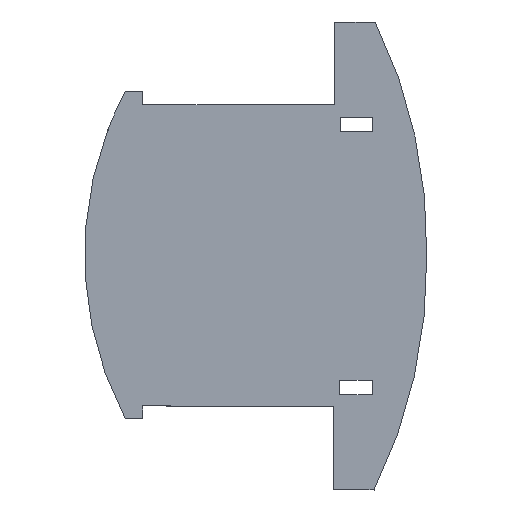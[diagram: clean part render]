
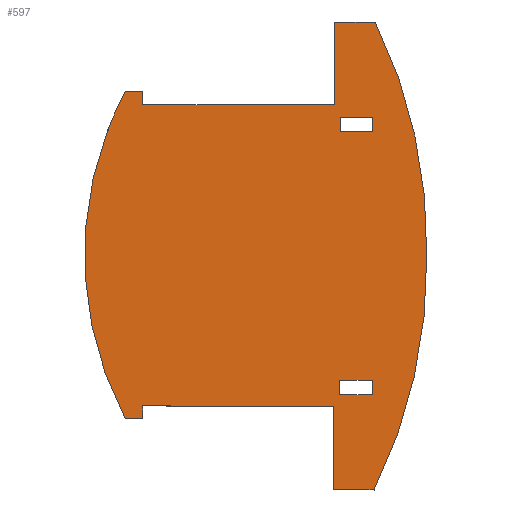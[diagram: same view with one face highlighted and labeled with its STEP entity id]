
A CAD part, top view. The second image highlights one B-rep face of the part: STEP entity #597.
In plain terms, the highlighted planar face has unit normal (0, 0, 1).
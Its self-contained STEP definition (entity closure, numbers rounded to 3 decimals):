
#15=FACE_BOUND('',#100,.T.);
#16=FACE_BOUND('',#101,.T.);
#28=CIRCLE('',#631,120.156);
#31=CIRCLE('',#635,120.156);
#34=CIRCLE('',#645,176.405);
#35=CIRCLE('',#647,176.405);
#66=FACE_OUTER_BOUND('',#99,.T.);
#99=EDGE_LOOP('',(#517,#518,#519,#520,#521,#522,#523,#524,#525,#526,#527,
#528,#529,#530,#531,#532));
#100=EDGE_LOOP('',(#533,#534,#535,#536));
#101=EDGE_LOOP('',(#537,#538,#539,#540));
#111=LINE('',#837,#182);
#116=LINE('',#847,#187);
#118=LINE('',#852,#189);
#122=LINE('',#859,#193);
#124=LINE('',#862,#195);
#126=LINE('',#867,#197);
#130=LINE('',#876,#201);
#134=LINE('',#883,#205);
#135=LINE('',#886,#206);
#139=LINE('',#892,#210);
#152=LINE('',#931,#223);
#154=LINE('',#935,#225);
#156=LINE('',#939,#227);
#158=LINE('',#943,#229);
#160=LINE('',#947,#231);
#164=LINE('',#959,#235);
#166=LINE('',#963,#237);
#168=LINE('',#967,#239);
#170=LINE('',#971,#241);
#172=LINE('',#974,#243);
#182=VECTOR('',#681,10.);
#187=VECTOR('',#688,10.);
#189=VECTOR('',#692,10.);
#193=VECTOR('',#698,10.);
#195=VECTOR('',#702,10.);
#197=VECTOR('',#706,10.);
#201=VECTOR('',#712,10.);
#205=VECTOR('',#718,10.);
#206=VECTOR('',#721,10.);
#210=VECTOR('',#727,10.);
#223=VECTOR('',#760,10.);
#225=VECTOR('',#764,10.);
#227=VECTOR('',#768,10.);
#229=VECTOR('',#772,10.);
#231=VECTOR('',#776,10.);
#235=VECTOR('',#790,10.);
#237=VECTOR('',#794,10.);
#239=VECTOR('',#798,10.);
#241=VECTOR('',#802,10.);
#243=VECTOR('',#806,10.);
#252=VERTEX_POINT('',#834);
#253=VERTEX_POINT('',#836);
#255=VERTEX_POINT('',#841);
#257=VERTEX_POINT('',#845);
#259=VERTEX_POINT('',#850);
#260=VERTEX_POINT('',#855);
#262=VERTEX_POINT('',#864);
#266=VERTEX_POINT('',#873);
#267=VERTEX_POINT('',#875);
#269=VERTEX_POINT('',#881);
#270=VERTEX_POINT('',#885);
#272=VERTEX_POINT('',#894);
#275=VERTEX_POINT('',#902);
#287=VERTEX_POINT('',#930);
#288=VERTEX_POINT('',#934);
#289=VERTEX_POINT('',#938);
#290=VERTEX_POINT('',#942);
#291=VERTEX_POINT('',#946);
#292=VERTEX_POINT('',#950);
#293=VERTEX_POINT('',#954);
#294=VERTEX_POINT('',#958);
#295=VERTEX_POINT('',#962);
#296=VERTEX_POINT('',#966);
#297=VERTEX_POINT('',#970);
#309=EDGE_CURVE('',#253,#252,#111,.T.);
#314=EDGE_CURVE('',#255,#257,#116,.T.);
#316=EDGE_CURVE('',#252,#259,#118,.T.);
#320=EDGE_CURVE('',#260,#253,#122,.T.);
#322=EDGE_CURVE('',#259,#260,#124,.T.);
#324=EDGE_CURVE('',#257,#262,#126,.T.);
#328=EDGE_CURVE('',#267,#266,#130,.T.);
#332=EDGE_CURVE('',#266,#269,#134,.T.);
#333=EDGE_CURVE('',#270,#267,#135,.T.);
#337=EDGE_CURVE('',#269,#270,#139,.T.);
#338=EDGE_CURVE('',#272,#255,#28,.T.);
#343=EDGE_CURVE('',#262,#275,#31,.T.);
#356=EDGE_CURVE('',#287,#272,#152,.T.);
#358=EDGE_CURVE('',#288,#287,#154,.T.);
#360=EDGE_CURVE('',#289,#288,#156,.T.);
#362=EDGE_CURVE('',#290,#289,#158,.T.);
#364=EDGE_CURVE('',#291,#290,#160,.T.);
#366=EDGE_CURVE('',#292,#291,#34,.T.);
#368=EDGE_CURVE('',#293,#292,#35,.T.);
#370=EDGE_CURVE('',#294,#293,#164,.T.);
#372=EDGE_CURVE('',#295,#294,#166,.T.);
#374=EDGE_CURVE('',#296,#295,#168,.T.);
#376=EDGE_CURVE('',#297,#296,#170,.T.);
#378=EDGE_CURVE('',#275,#297,#172,.T.);
#517=ORIENTED_EDGE('',*,*,#324,.T.);
#518=ORIENTED_EDGE('',*,*,#343,.T.);
#519=ORIENTED_EDGE('',*,*,#378,.T.);
#520=ORIENTED_EDGE('',*,*,#376,.T.);
#521=ORIENTED_EDGE('',*,*,#374,.T.);
#522=ORIENTED_EDGE('',*,*,#372,.T.);
#523=ORIENTED_EDGE('',*,*,#370,.T.);
#524=ORIENTED_EDGE('',*,*,#368,.T.);
#525=ORIENTED_EDGE('',*,*,#366,.T.);
#526=ORIENTED_EDGE('',*,*,#364,.T.);
#527=ORIENTED_EDGE('',*,*,#362,.T.);
#528=ORIENTED_EDGE('',*,*,#360,.T.);
#529=ORIENTED_EDGE('',*,*,#358,.T.);
#530=ORIENTED_EDGE('',*,*,#356,.T.);
#531=ORIENTED_EDGE('',*,*,#338,.T.);
#532=ORIENTED_EDGE('',*,*,#314,.T.);
#533=ORIENTED_EDGE('',*,*,#332,.T.);
#534=ORIENTED_EDGE('',*,*,#337,.T.);
#535=ORIENTED_EDGE('',*,*,#333,.T.);
#536=ORIENTED_EDGE('',*,*,#328,.T.);
#537=ORIENTED_EDGE('',*,*,#316,.T.);
#538=ORIENTED_EDGE('',*,*,#322,.T.);
#539=ORIENTED_EDGE('',*,*,#320,.T.);
#540=ORIENTED_EDGE('',*,*,#309,.T.);
#566=PLANE('',#653);
#597=ADVANCED_FACE('',(#66,#15,#16),#566,.T.);
#631=AXIS2_PLACEMENT_3D('',#895,#730,#731);
#635=AXIS2_PLACEMENT_3D('',#904,#740,#741);
#645=AXIS2_PLACEMENT_3D('',#951,#780,#781);
#647=AXIS2_PLACEMENT_3D('',#955,#785,#786);
#653=AXIS2_PLACEMENT_3D('',#975,#807,#808);
#681=DIRECTION('',(-1.,0.005,0.));
#688=DIRECTION('',(-0.005,-1.,0.));
#692=DIRECTION('',(0.005,1.,0.));
#698=DIRECTION('',(-0.005,-1.,0.));
#702=DIRECTION('',(1.,-0.005,0.));
#706=DIRECTION('',(-1.,0.005,0.));
#712=DIRECTION('',(-1.,0.,0.));
#718=DIRECTION('',(0.,1.,0.));
#721=DIRECTION('',(0.,-1.,0.));
#727=DIRECTION('',(1.,0.,0.));
#730=DIRECTION('center_axis',(0.,0.,
1.));
#731=DIRECTION('ref_axis',(-0.883,0.469,0.));
#740=DIRECTION('center_axis',(0.,0.,
1.));
#741=DIRECTION('ref_axis',(-0.883,0.469,0.));
#760=DIRECTION('',(-1.,0.,0.));
#764=DIRECTION('',(0.,1.,0.));
#768=DIRECTION('',(-1.,0.,0.));
#772=DIRECTION('',(0.,-1.,0.));
#776=DIRECTION('',(-1.,0.,0.));
#780=DIRECTION('center_axis',(0.,0.,
1.));
#781=DIRECTION('ref_axis',(1.,-0.02,0.));
#785=DIRECTION('center_axis',(0.,0.,
1.));
#786=DIRECTION('ref_axis',(0.897,-0.442,0.));
#790=DIRECTION('',(1.,-0.005,0.));
#794=DIRECTION('',(-0.005,-1.,0.));
#798=DIRECTION('',(1.,-0.005,0.));
#802=DIRECTION('',(0.,1.,0.));
#806=DIRECTION('',(1.,0.,0.));
#807=DIRECTION('center_axis',(0.,0.,
1.));
#808=DIRECTION('ref_axis',(-1.,0.,0.));
#834=CARTESIAN_POINT('',(86.23,44.194,54.783));
#836=CARTESIAN_POINT('',(97.43,44.136,54.783));
#837=CARTESIAN_POINT('',(30.413,44.484,54.783));
#841=CARTESIAN_POINT('',(6.145,45.239,54.783));
#845=CARTESIAN_POINT('',(6.142,44.61,54.783));
#847=CARTESIAN_POINT('',(6.043,25.571,54.783));
#850=CARTESIAN_POINT('',(86.256,49.194,54.783));
#852=CARTESIAN_POINT('',(86.131,25.155,54.783));
#855=CARTESIAN_POINT('',(97.456,49.136,54.783));
#859=CARTESIAN_POINT('',(97.331,25.096,54.783));
#862=CARTESIAN_POINT('',(30.439,49.484,54.783));
#864=CARTESIAN_POINT('',(5.903,44.612,54.783));
#867=CARTESIAN_POINT('',(30.413,44.484,54.783));
#873=CARTESIAN_POINT('',(86.007,-46.6,54.783));
#875=CARTESIAN_POINT('',(97.207,-46.6,54.783));
#876=CARTESIAN_POINT('',(30.189,-46.6,54.783));
#881=CARTESIAN_POINT('',(86.007,-41.6,54.783));
#883=CARTESIAN_POINT('',(86.007,-22.667,54.783));
#885=CARTESIAN_POINT('',(97.207,-41.6,54.783));
#886=CARTESIAN_POINT('',(97.207,-22.667,54.783));
#892=CARTESIAN_POINT('',(30.189,-41.6,54.783));
#894=CARTESIAN_POINT('',(12.,58.,54.783));
#895=CARTESIAN_POINT('Origin',(118.098,1.602,54.783));
#902=CARTESIAN_POINT('',(12.,-54.796,54.783));
#904=CARTESIAN_POINT('Origin',(118.098,1.602,54.783));
#930=CARTESIAN_POINT('',(18.,58.,54.783));
#931=CARTESIAN_POINT('',(12.415,58.,54.783));
#934=CARTESIAN_POINT('',(18.,53.4,54.783));
#935=CARTESIAN_POINT('',(18.,58.,54.783));
#938=CARTESIAN_POINT('',(84.267,53.4,54.783));
#939=CARTESIAN_POINT('',(84.267,53.4,54.783));
#942=CARTESIAN_POINT('',(84.267,82.026,54.783));
#943=CARTESIAN_POINT('',(84.267,82.026,54.783));
#946=CARTESIAN_POINT('',(98.267,82.026,54.783));
#947=CARTESIAN_POINT('',(98.267,82.026,54.783));
#950=CARTESIAN_POINT('',(116.029,1.219,54.783));
#951=CARTESIAN_POINT('Origin',(-60.339,4.807,54.783));
#954=CARTESIAN_POINT('',(97.847,-79.494,54.783));
#955=CARTESIAN_POINT('Origin',(-60.356,-1.452,54.783));
#958=CARTESIAN_POINT('',(83.847,-79.421,54.783));
#959=CARTESIAN_POINT('',(83.847,-79.421,54.783));
#962=CARTESIAN_POINT('',(83.996,-50.796,54.783));
#963=CARTESIAN_POINT('',(83.996,-50.796,54.783));
#966=CARTESIAN_POINT('',(18.,-50.461,54.783));
#967=CARTESIAN_POINT('',(18.,-50.461,54.783));
#970=CARTESIAN_POINT('',(18.,-54.796,54.783));
#971=CARTESIAN_POINT('',(18.,-54.796,54.783));
#974=CARTESIAN_POINT('',(12.,-54.796,54.783));
#975=CARTESIAN_POINT('Origin',(57.004,1.266,54.783));
